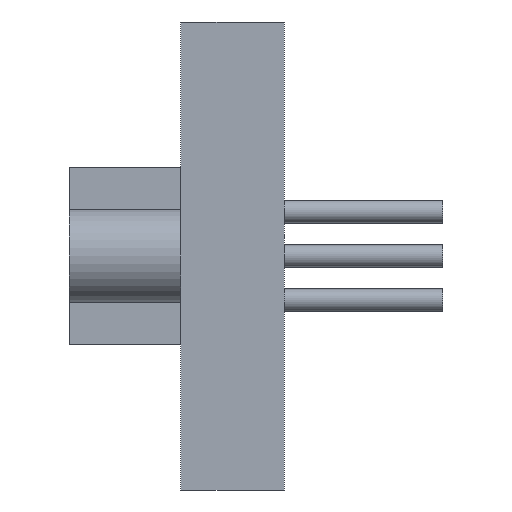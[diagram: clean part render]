
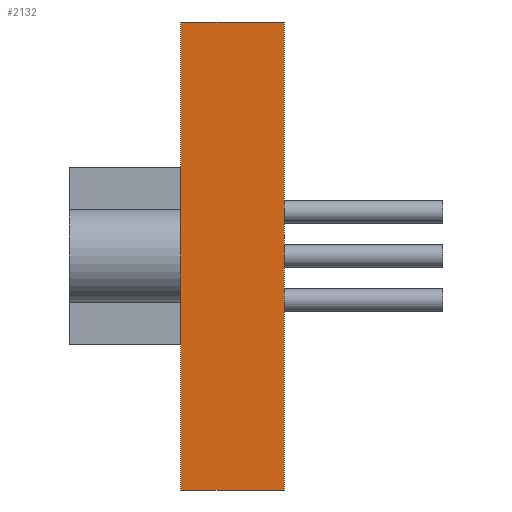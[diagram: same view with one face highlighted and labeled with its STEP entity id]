
A CAD part, left-side view. The second image highlights one B-rep face of the part: STEP entity #2132.
In plain terms, the highlighted planar face has unit normal (-1, 0, 0).
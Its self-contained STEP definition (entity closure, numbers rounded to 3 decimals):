
#503 = AXIS2_PLACEMENT_3D ( 'NONE', #523, #522, #521 ) ;
#504 = PLANE ( 'NONE',  #503 ) ;
#505 = FACE_OUTER_BOUND ( 'NONE', #2248, .T. ) ;
#521 = DIRECTION ( 'NONE',  ( 0., 0., -1. ) ) ;
#522 = DIRECTION ( 'NONE',  ( 1., 0., 0. ) ) ;
#523 = CARTESIAN_POINT ( 'NONE',  ( -19.7, 4.65, -10.5 ) ) ;
#643 = CARTESIAN_POINT ( 'NONE',  ( -19.7, 0., -10.5 ) ) ;
#644 = DIRECTION ( 'NONE',  ( 0., 0., 1. ) ) ;
#645 = VECTOR ( 'NONE', #644, 1000. ) ;
#646 = CARTESIAN_POINT ( 'NONE',  ( -19.7, 0., -10.5 ) ) ;
#647 = LINE ( 'NONE', #646, #645 ) ;
#874 = CARTESIAN_POINT ( 'NONE',  ( -19.7, 0., 10.5 ) ) ;
#1019 = DIRECTION ( 'NONE',  ( 0., -1., 0. ) ) ;
#1020 = VECTOR ( 'NONE', #1019, 1000. ) ;
#1021 = CARTESIAN_POINT ( 'NONE',  ( -19.7, 4.65, -10.5 ) ) ;
#1023 = LINE ( 'NONE', #1021, #1020 ) ;
#1185 = DIRECTION ( 'NONE',  ( 0., 0., 1. ) ) ;
#1186 = VECTOR ( 'NONE', #1185, 1000. ) ;
#1187 = CARTESIAN_POINT ( 'NONE',  ( -19.7, 4.65, -10.5 ) ) ;
#1188 = LINE ( 'NONE', #1187, #1186 ) ;
#1895 = EDGE_CURVE ( 'NONE', #1896, #2252, #4314, .T. ) ;
#1896 = VERTEX_POINT ( 'NONE', #4222 ) ;
#1938 = VERTEX_POINT ( 'NONE', #4477 ) ;
#2132 = ADVANCED_FACE ( 'NONE', ( #505 ), #504, .F. ) ;
#2133 = ORIENTED_EDGE ( 'NONE', *, *, #2181, .T. ) ;
#2134 = ORIENTED_EDGE ( 'NONE', *, *, #1895, .F. ) ;
#2144 = ORIENTED_EDGE ( 'NONE', *, *, #2283, .T. ) ;
#2148 = ORIENTED_EDGE ( 'NONE', *, *, #2382, .F. ) ;
#2181 = EDGE_CURVE ( 'NONE', #2182, #2252, #647, .T. ) ;
#2182 = VERTEX_POINT ( 'NONE', #643 ) ;
#2248 = EDGE_LOOP ( 'NONE', ( #2133, #2134, #2148, #2144 ) ) ;
#2252 = VERTEX_POINT ( 'NONE', #874 ) ;
#2283 = EDGE_CURVE ( 'NONE', #1938, #2182, #1023, .T. ) ;
#2382 = EDGE_CURVE ( 'NONE', #1938, #1896, #1188, .T. ) ;
#4222 = CARTESIAN_POINT ( 'NONE',  ( -19.7, 4.65, 10.5 ) ) ;
#4223 = DIRECTION ( 'NONE',  ( 0., -1., 0. ) ) ;
#4224 = VECTOR ( 'NONE', #4223, 1000. ) ;
#4225 = CARTESIAN_POINT ( 'NONE',  ( -19.7, 4.65, 10.5 ) ) ;
#4314 = LINE ( 'NONE', #4225, #4224 ) ;
#4477 = CARTESIAN_POINT ( 'NONE',  ( -19.7, 4.65, -10.5 ) ) ;
